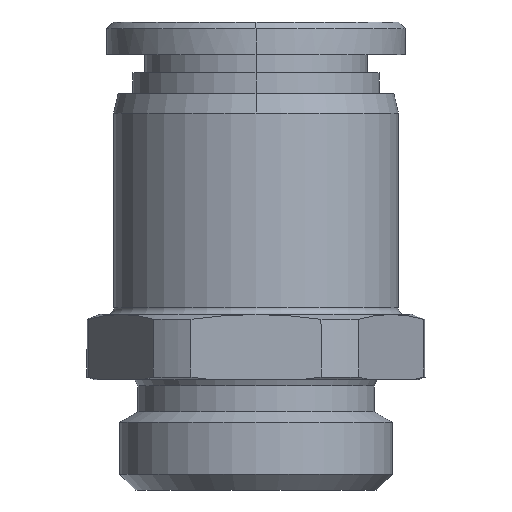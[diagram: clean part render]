
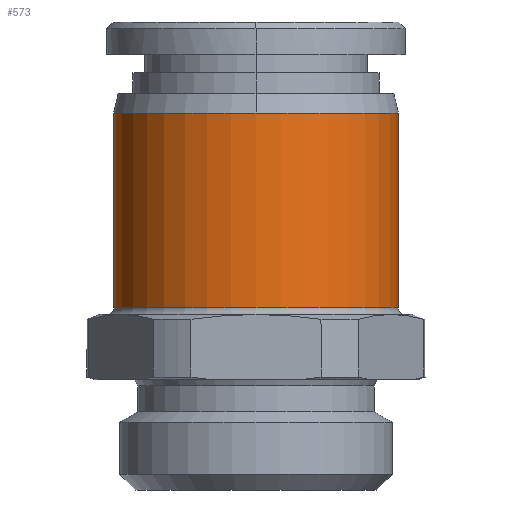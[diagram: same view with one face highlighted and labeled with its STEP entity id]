
A CAD part, left-side view. The second image highlights one B-rep face of the part: STEP entity #573.
In plain terms, the highlighted cylindrical face has radius 10.95 mm (diameter 21.9 mm), a partial arc.
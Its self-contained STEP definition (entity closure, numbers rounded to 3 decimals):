
#33 = CARTESIAN_POINT ( 'NONE',  ( 6.05, 0., 6.75 ) ) ;
#50 = CARTESIAN_POINT ( 'NONE',  ( 6.05, 0., 6.75 ) ) ;
#171 = VERTEX_POINT ( 'NONE', #6726 ) ;
#193 = ORIENTED_EDGE ( 'NONE', *, *, #1242, .F. ) ;
#238 = DIRECTION ( 'NONE',  ( 0., 0., 1. ) ) ;
#573 = ADVANCED_FACE ( 'NONE', ( #6905 ), #8454, .T. ) ;
#796 = ORIENTED_EDGE ( 'NONE', *, *, #7614, .T. ) ;
#988 = ORIENTED_EDGE ( 'NONE', *, *, #8221, .T. ) ;
#1242 = EDGE_CURVE ( 'NONE', #3409, #5413, #7022, .T. ) ;
#1324 = LINE ( 'NONE', #7943, #4531 ) ;
#1691 = CIRCLE ( 'NONE', #8111, 10.95 ) ;
#1706 = CARTESIAN_POINT ( 'NONE',  ( -4.9, 0., 6. ) ) ;
#2227 = VERTEX_POINT ( 'NONE', #5857 ) ;
#2371 = DIRECTION ( 'NONE',  ( 0., 0., 1. ) ) ;
#2382 = DIRECTION ( 'NONE',  ( 0., 0., 1. ) ) ;
#2720 = DIRECTION ( 'NONE',  ( 0., 0., 1. ) ) ;
#2807 = EDGE_CURVE ( 'NONE', #171, #3409, #1691, .T. ) ;
#3409 = VERTEX_POINT ( 'NONE', #8054 ) ;
#3754 = DIRECTION ( 'NONE',  ( 1., 0., 0. ) ) ;
#3794 = EDGE_LOOP ( 'NONE', ( #5441, #796, #988, #193, #6333 ) ) ;
#4404 = CARTESIAN_POINT ( 'NONE',  ( 6.05, 0., 6. ) ) ;
#4531 = VECTOR ( 'NONE', #8517, 1000. ) ;
#5041 = VECTOR ( 'NONE', #2382, 1000. ) ;
#5413 = VERTEX_POINT ( 'NONE', #7281 ) ;
#5435 = DIRECTION ( 'NONE',  ( -1., 0., 0. ) ) ;
#5441 = ORIENTED_EDGE ( 'NONE', *, *, #5697, .F. ) ;
#5697 = EDGE_CURVE ( 'NONE', #2227, #171, #6111, .T. ) ;
#5857 = CARTESIAN_POINT ( 'NONE',  ( -4.9, 0., -8.25 ) ) ;
#5957 = VERTEX_POINT ( 'NONE', #6342 ) ;
#6111 = LINE ( 'NONE', #1706, #5041 ) ;
#6333 = ORIENTED_EDGE ( 'NONE', *, *, #2807, .F. ) ;
#6342 = CARTESIAN_POINT ( 'NONE',  ( 17., 0., -8.25 ) ) ;
#6726 = CARTESIAN_POINT ( 'NONE',  ( -4.9, 0., 6.75 ) ) ;
#6742 = AXIS2_PLACEMENT_3D ( 'NONE', #33, #8097, #5435 ) ;
#6854 = DIRECTION ( 'NONE',  ( 1., 0., 0. ) ) ;
#6905 = FACE_OUTER_BOUND ( 'NONE', #3794, .T. ) ;
#7022 = CIRCLE ( 'NONE', #6742, 10.95 ) ;
#7281 = CARTESIAN_POINT ( 'NONE',  ( 17., 0., 6.75 ) ) ;
#7380 = DIRECTION ( 'NONE',  ( -1., 0., 0. ) ) ;
#7614 = EDGE_CURVE ( 'NONE', #2227, #5957, #8430, .T. ) ;
#7943 = CARTESIAN_POINT ( 'NONE',  ( 17., 0., 6. ) ) ;
#8054 = CARTESIAN_POINT ( 'NONE',  ( 6.05, -10.95, 6.75 ) ) ;
#8097 = DIRECTION ( 'NONE',  ( 0., 0., 1. ) ) ;
#8111 = AXIS2_PLACEMENT_3D ( 'NONE', #50, #2720, #7380 ) ;
#8213 = CARTESIAN_POINT ( 'NONE',  ( 6.05, 0., -8.25 ) ) ;
#8221 = EDGE_CURVE ( 'NONE', #5957, #5413, #1324, .T. ) ;
#8241 = AXIS2_PLACEMENT_3D ( 'NONE', #4404, #2371, #3754 ) ;
#8276 = AXIS2_PLACEMENT_3D ( 'NONE', #8213, #238, #6854 ) ;
#8430 = CIRCLE ( 'NONE', #8276, 10.95 ) ;
#8454 = CYLINDRICAL_SURFACE ( 'NONE', #8241, 10.95 ) ;
#8517 = DIRECTION ( 'NONE',  ( 0., 0., 1. ) ) ;
